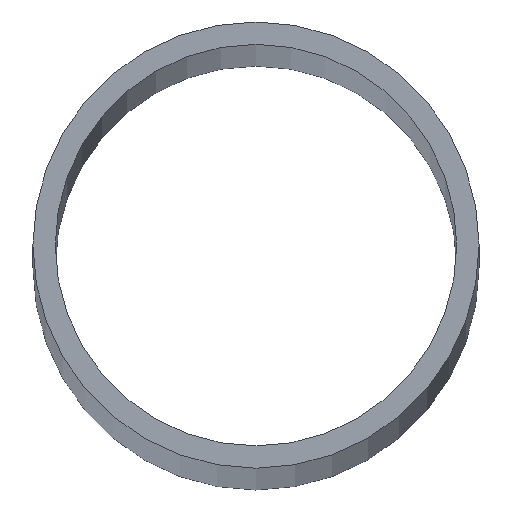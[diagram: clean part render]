
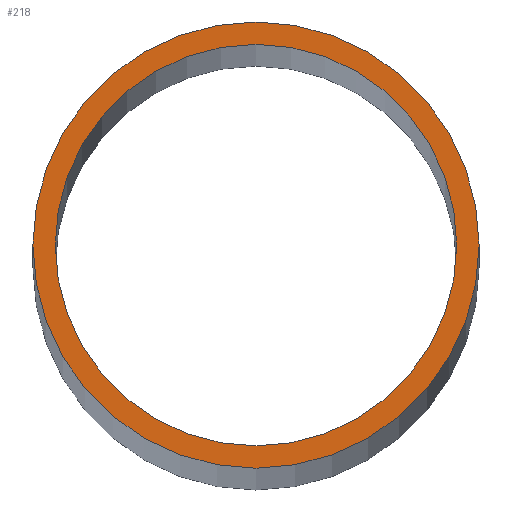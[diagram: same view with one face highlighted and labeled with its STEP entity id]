
A CAD part, top view. The second image highlights one B-rep face of the part: STEP entity #218.
In plain terms, the highlighted planar face has unit normal (0, 0, 1).
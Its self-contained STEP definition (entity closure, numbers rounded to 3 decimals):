
#1 = CARTESIAN_POINT ( 'NONE',  ( 5., 0., 140. ) ) ;
#18 = VERTEX_POINT ( 'NONE', #145 ) ;
#21 = CIRCLE ( 'NONE', #169, 4.5 ) ;
#24 = AXIS2_PLACEMENT_3D ( 'NONE', #248, #138, #117 ) ;
#25 = ORIENTED_EDGE ( 'NONE', *, *, #116, .T. ) ;
#32 = CIRCLE ( 'NONE', #36, 5. ) ;
#36 = AXIS2_PLACEMENT_3D ( 'NONE', #160, #105, #68 ) ;
#43 = CARTESIAN_POINT ( 'NONE',  ( 0., 0., 140. ) ) ;
#49 = CIRCLE ( 'NONE', #173, 5. ) ;
#58 = DIRECTION ( 'NONE',  ( 1., 0., 0. ) ) ;
#63 = PLANE ( 'NONE',  #24 ) ;
#68 = DIRECTION ( 'NONE',  ( 1., 0., 0. ) ) ;
#81 = EDGE_CURVE ( 'NONE', #18, #181, #49, .T. ) ;
#84 = DIRECTION ( 'NONE',  ( 1., 0., 0. ) ) ;
#85 = VERTEX_POINT ( 'NONE', #113 ) ;
#93 = CARTESIAN_POINT ( 'NONE',  ( 0., 0., 140. ) ) ;
#99 = FACE_OUTER_BOUND ( 'NONE', #156, .T. ) ;
#104 = CIRCLE ( 'NONE', #149, 4.5 ) ;
#105 = DIRECTION ( 'NONE',  ( 0., 0., 1. ) ) ;
#113 = CARTESIAN_POINT ( 'NONE',  ( 4.5, 0., 140. ) ) ;
#116 = EDGE_CURVE ( 'NONE', #181, #18, #32, .T. ) ;
#117 = DIRECTION ( 'NONE',  ( 1., 0., 0. ) ) ;
#122 = EDGE_CURVE ( 'NONE', #85, #227, #104, .T. ) ;
#130 = EDGE_CURVE ( 'NONE', #227, #85, #21, .T. ) ;
#138 = DIRECTION ( 'NONE',  ( 0., 0., 1. ) ) ;
#141 = CARTESIAN_POINT ( 'NONE',  ( 0., 0., 140. ) ) ;
#145 = CARTESIAN_POINT ( 'NONE',  ( -5., 0., 140. ) ) ;
#149 = AXIS2_PLACEMENT_3D ( 'NONE', #141, #217, #84 ) ;
#152 = DIRECTION ( 'NONE',  ( 0., 0., 1. ) ) ;
#156 = EDGE_LOOP ( 'NONE', ( #237, #25 ) ) ;
#160 = CARTESIAN_POINT ( 'NONE',  ( 0., 0., 140. ) ) ;
#169 = AXIS2_PLACEMENT_3D ( 'NONE', #43, #179, #216 ) ;
#173 = AXIS2_PLACEMENT_3D ( 'NONE', #93, #152, #58 ) ;
#176 = CARTESIAN_POINT ( 'NONE',  ( -4.5, 0., 140. ) ) ;
#178 = FACE_BOUND ( 'NONE', #201, .T. ) ;
#179 = DIRECTION ( 'NONE',  ( 0., 0., 1. ) ) ;
#181 = VERTEX_POINT ( 'NONE', #1 ) ;
#193 = ORIENTED_EDGE ( 'NONE', *, *, #130, .F. ) ;
#201 = EDGE_LOOP ( 'NONE', ( #193, #219 ) ) ;
#216 = DIRECTION ( 'NONE',  ( 1., 0., 0. ) ) ;
#217 = DIRECTION ( 'NONE',  ( 0., 0., 1. ) ) ;
#218 = ADVANCED_FACE ( 'NONE', ( #99, #178 ), #63, .T. ) ;
#219 = ORIENTED_EDGE ( 'NONE', *, *, #122, .F. ) ;
#227 = VERTEX_POINT ( 'NONE', #176 ) ;
#237 = ORIENTED_EDGE ( 'NONE', *, *, #81, .T. ) ;
#248 = CARTESIAN_POINT ( 'NONE',  ( 0., 0., 140. ) ) ;
